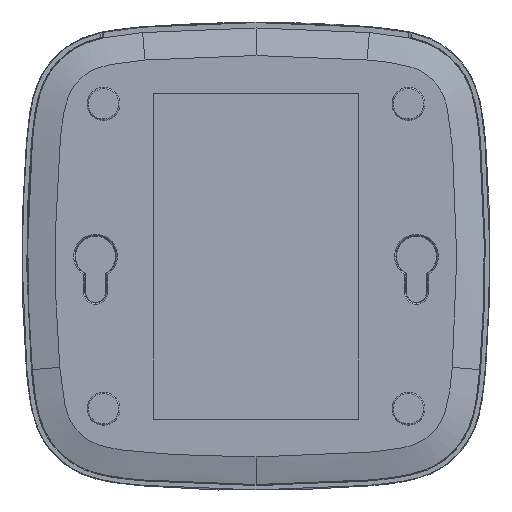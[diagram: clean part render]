
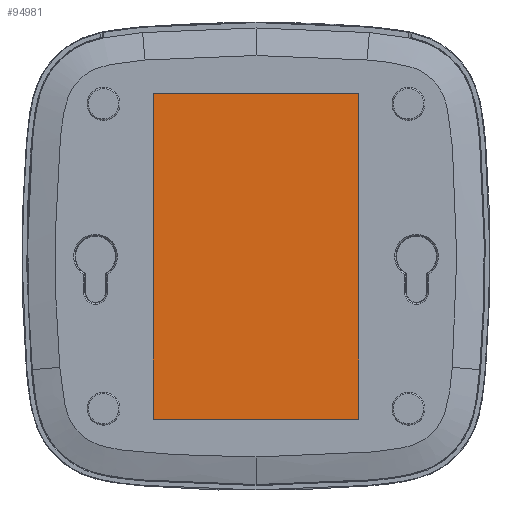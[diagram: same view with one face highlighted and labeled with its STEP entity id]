
A CAD part, front view. The second image highlights one B-rep face of the part: STEP entity #94981.
In plain terms, the highlighted planar face has unit normal (0, -1, 0).
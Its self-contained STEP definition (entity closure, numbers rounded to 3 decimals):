
#19243 = EDGE_CURVE ( 'NONE', #21543, #21598, #39779, .T. ) ;
#19316 = EDGE_CURVE ( 'NONE', #21509, #21543, #39866, .T. ) ;
#19342 = EDGE_CURVE ( 'NONE', #21516, #21509, #39918, .T. ) ;
#19347 = EDGE_CURVE ( 'NONE', #21598, #21516, #39876, .T. ) ;
#21509 = VERTEX_POINT ( 'NONE', #165927 ) ;
#21516 = VERTEX_POINT ( 'NONE', #165874 ) ;
#21543 = VERTEX_POINT ( 'NONE', #166038 ) ;
#21598 = VERTEX_POINT ( 'NONE', #166015 ) ;
#33393 = CARTESIAN_POINT ( 'NONE',  ( -25.6, -1.8, -40.6 ) ) ;
#33573 = DIRECTION ( 'NONE',  ( 1., 0., 0. ) ) ;
#33857 = DIRECTION ( 'NONE',  ( 0., 0., -1. ) ) ;
#33899 = CARTESIAN_POINT ( 'NONE',  ( -25.6, -1.8, 40.6 ) ) ;
#34000 = DIRECTION ( 'NONE',  ( -1., 0., 0. ) ) ;
#34052 = CARTESIAN_POINT ( 'NONE',  ( 25.6, -1.8, 40.6 ) ) ;
#39779 = LINE ( 'NONE', #61609, #39824 ) ;
#39824 = VECTOR ( 'NONE', #61567, 1000. ) ;
#39860 = VECTOR ( 'NONE', #33573, 1000. ) ;
#39866 = LINE ( 'NONE', #33393, #39860 ) ;
#39876 = LINE ( 'NONE', #34052, #39895 ) ;
#39895 = VECTOR ( 'NONE', #34000, 1000. ) ;
#39918 = LINE ( 'NONE', #33899, #39923 ) ;
#39923 = VECTOR ( 'NONE', #33857, 1000. ) ;
#46674 = FACE_OUTER_BOUND ( 'NONE', #98521, .T. ) ;
#61567 = DIRECTION ( 'NONE',  ( 0., 0., 1. ) ) ;
#61609 = CARTESIAN_POINT ( 'NONE',  ( 25.6, -1.8, -40.6 ) ) ;
#84517 = DIRECTION ( 'NONE',  ( 0., 0., -1. ) ) ;
#84554 = CARTESIAN_POINT ( 'NONE',  ( 0., -1.8, 0. ) ) ;
#84556 = DIRECTION ( 'NONE',  ( 0., -1., 0. ) ) ;
#84558 = PLANE ( 'NONE',  #105587 ) ;
#88906 = ORIENTED_EDGE ( 'NONE', *, *, #19243, .T. ) ;
#88927 = ORIENTED_EDGE ( 'NONE', *, *, #19347, .T. ) ;
#88937 = ORIENTED_EDGE ( 'NONE', *, *, #19316, .T. ) ;
#88939 = ORIENTED_EDGE ( 'NONE', *, *, #19342, .T. ) ;
#94981 = ADVANCED_FACE ( 'NONE', ( #46674 ), #84558, .T. ) ;
#98521 = EDGE_LOOP ( 'NONE', ( #88937, #88906, #88927, #88939 ) ) ;
#105587 = AXIS2_PLACEMENT_3D ( 'NONE', #84554, #84556, #84517 ) ;
#165874 = CARTESIAN_POINT ( 'NONE',  ( -25.6, -1.8, 40.6 ) ) ;
#165927 = CARTESIAN_POINT ( 'NONE',  ( -25.6, -1.8, -40.6 ) ) ;
#166015 = CARTESIAN_POINT ( 'NONE',  ( 25.6, -1.8, 40.6 ) ) ;
#166038 = CARTESIAN_POINT ( 'NONE',  ( 25.6, -1.8, -40.6 ) ) ;
